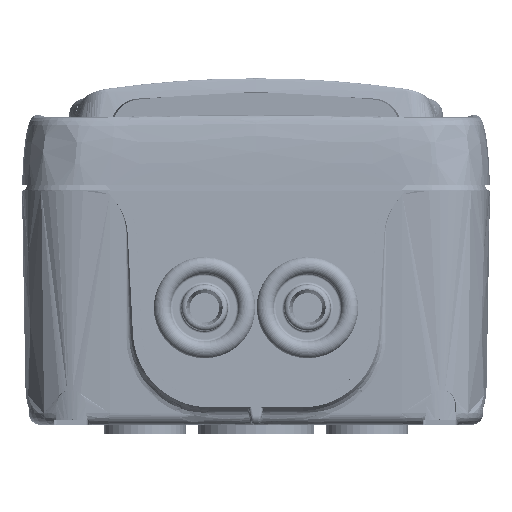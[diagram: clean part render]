
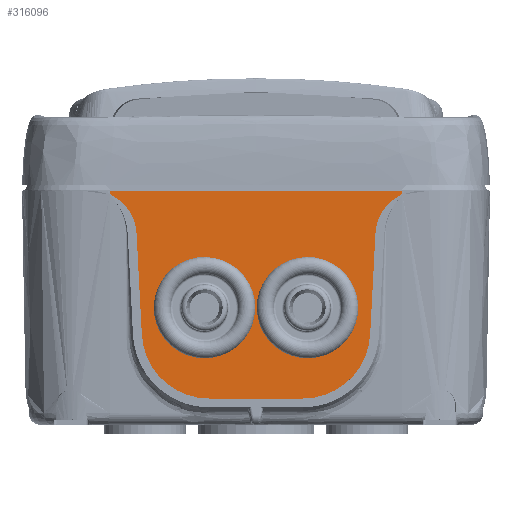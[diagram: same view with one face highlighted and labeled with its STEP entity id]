
A CAD part, front view. The second image highlights one B-rep face of the part: STEP entity #316096.
In plain terms, the highlighted face is planar.
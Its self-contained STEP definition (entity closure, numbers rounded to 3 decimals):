
#316028=AXIS2_PLACEMENT_3D('Plane Axis2P3D',#316025,#316026,#316027) ;
#316062=AXIS2_PLACEMENT_3D('Circle Axis2P3D',#316060,#316061,$) ;
#316071=AXIS2_PLACEMENT_3D('Circle Axis2P3D',#316069,#316070,$) ;
#316080=AXIS2_PLACEMENT_3D('Circle Axis2P3D',#316078,#316079,$) ;
#316089=AXIS2_PLACEMENT_3D('Circle Axis2P3D',#316087,#316088,$) ;
#315432=CARTESIAN_POINT('Vertex',(20.422,40.161,32.797)) ;
#315436=CARTESIAN_POINT('Control Point',(24.466,39.996,39.115)) ;
#315437=CARTESIAN_POINT('Control Point',(22.73,40.02,38.201)) ;
#315438=CARTESIAN_POINT('Control Point',(21.305,40.059,36.684)) ;
#315439=CARTESIAN_POINT('Control Point',(20.525,40.11,34.756)) ;
#315440=CARTESIAN_POINT('Control Point',(20.422,40.161,32.797)) ;
#315441=CARTESIAN_POINT('Vertex',(24.466,39.996,39.115)) ;
#315484=CARTESIAN_POINT('Line Origine',(19.966,40.389,24.098)) ;
#315488=CARTESIAN_POINT('Vertex',(19.51,40.617,15.398)) ;
#315512=CARTESIAN_POINT('Vertex',(8.026,40.902,4.5)) ;
#315516=CARTESIAN_POINT('Control Point',(8.026,40.902,4.5)) ;
#315517=CARTESIAN_POINT('Control Point',(11.519,40.902,4.5)) ;
#315518=CARTESIAN_POINT('Control Point',(15.015,40.868,5.823)) ;
#315519=CARTESIAN_POINT('Control Point',(17.824,40.798,8.49)) ;
#315520=CARTESIAN_POINT('Control Point',(19.327,40.708,11.911)) ;
#315521=CARTESIAN_POINT('Control Point',(19.51,40.617,15.398)) ;
#315539=CARTESIAN_POINT('Vertex',(-8.026,40.902,4.5)) ;
#315542=CARTESIAN_POINT('Line Origine',(0.,40.902,4.5)) ;
#315563=CARTESIAN_POINT('Vertex',(-19.51,40.617,15.398)) ;
#315567=CARTESIAN_POINT('Control Point',(-8.026,40.902,4.5)) ;
#315568=CARTESIAN_POINT('Control Point',(-11.519,40.902,4.5)) ;
#315569=CARTESIAN_POINT('Control Point',(-15.015,40.868,5.823)) ;
#315570=CARTESIAN_POINT('Control Point',(-17.824,40.798,8.49)) ;
#315571=CARTESIAN_POINT('Control Point',(-19.327,40.708,11.911)) ;
#315572=CARTESIAN_POINT('Control Point',(-19.51,40.617,15.398)) ;
#315590=CARTESIAN_POINT('Vertex',(-20.422,40.161,32.797)) ;
#315593=CARTESIAN_POINT('Line Origine',(-19.966,40.389,24.098)) ;
#315663=CARTESIAN_POINT('Vertex',(-24.466,39.996,39.115)) ;
#315667=CARTESIAN_POINT('Control Point',(-24.466,39.996,39.115)) ;
#315668=CARTESIAN_POINT('Control Point',(-22.73,40.02,38.201)) ;
#315669=CARTESIAN_POINT('Control Point',(-21.305,40.059,36.684)) ;
#315670=CARTESIAN_POINT('Control Point',(-20.525,40.11,34.756)) ;
#315671=CARTESIAN_POINT('Control Point',(-20.422,40.161,32.797)) ;
#315976=CARTESIAN_POINT('Vertex',(25.,39.973,40.)) ;
#316008=CARTESIAN_POINT('Control Point',(24.466,39.996,39.115)) ;
#316009=CARTESIAN_POINT('Control Point',(24.706,39.992,39.242)) ;
#316010=CARTESIAN_POINT('Control Point',(24.901,39.987,39.456)) ;
#316011=CARTESIAN_POINT('Control Point',(25.,39.98,39.728)) ;
#316012=CARTESIAN_POINT('Control Point',(25.,39.973,40.)) ;
#316025=CARTESIAN_POINT('Axis2P3D Location',(0.,41.,0.764)) ;
#316031=CARTESIAN_POINT('Control Point',(-24.466,39.996,39.115)) ;
#316032=CARTESIAN_POINT('Control Point',(-24.562,39.994,39.166)) ;
#316033=CARTESIAN_POINT('Control Point',(-24.652,39.993,39.23)) ;
#316034=CARTESIAN_POINT('Control Point',(-24.732,39.991,39.305)) ;
#316035=CARTESIAN_POINT('Control Point',(-24.869,39.986,39.476)) ;
#316036=CARTESIAN_POINT('Control Point',(-24.956,39.981,39.677)) ;
#316037=CARTESIAN_POINT('Control Point',(-24.985,39.978,39.783)) ;
#316038=CARTESIAN_POINT('Control Point',(-25.,39.975,39.892)) ;
#316039=CARTESIAN_POINT('Control Point',(-25.,39.973,40.)) ;
#316040=CARTESIAN_POINT('Vertex',(-25.,39.973,40.)) ;
#316043=CARTESIAN_POINT('Line Origine',(0.,39.973,40.)) ;
#316060=CARTESIAN_POINT('Axis2P3D Location',(8.8,40.495,20.032)) ;
#316064=CARTESIAN_POINT('Vertex',(4.644,40.695,12.426)) ;
#316066=CARTESIAN_POINT('Vertex',(12.956,40.296,27.638)) ;
#316069=CARTESIAN_POINT('Axis2P3D Location',(8.8,40.495,20.032)) ;
#316078=CARTESIAN_POINT('Axis2P3D Location',(-8.8,40.495,20.032)) ;
#316082=CARTESIAN_POINT('Vertex',(-4.644,40.695,12.426)) ;
#316084=CARTESIAN_POINT('Vertex',(-12.956,40.296,27.638)) ;
#316087=CARTESIAN_POINT('Axis2P3D Location',(-8.8,40.495,20.032)) ;
#315485=DIRECTION('Vector Direction',(-0.052,0.026,-0.998)) ;
#315543=DIRECTION('Vector Direction',(1.,0.,0.)) ;
#315594=DIRECTION('Vector Direction',(0.052,0.026,-0.998)) ;
#316026=DIRECTION('Axis2P3D Direction',(-0.,-1.,-0.026)) ;
#316027=DIRECTION('Axis2P3D XDirection',(0.,-0.026,1.)) ;
#316044=DIRECTION('Vector Direction',(1.,0.,0.)) ;
#316061=DIRECTION('Axis2P3D Direction',(-0.,-1.,-0.026)) ;
#316070=DIRECTION('Axis2P3D Direction',(-0.,-1.,-0.026)) ;
#316079=DIRECTION('Axis2P3D Direction',(-0.,-1.,-0.026)) ;
#316088=DIRECTION('Axis2P3D Direction',(-0.,-1.,-0.026)) ;
#315486=VECTOR('Line Direction',#315485,1.) ;
#315544=VECTOR('Line Direction',#315543,1.) ;
#315595=VECTOR('Line Direction',#315594,1.) ;
#316045=VECTOR('Line Direction',#316044,1.) ;
#316049=ORIENTED_EDGE('',*,*,#316042,.T.) ;
#316050=ORIENTED_EDGE('',*,*,#316047,.T.) ;
#316051=ORIENTED_EDGE('',*,*,#316013,.F.) ;
#316052=ORIENTED_EDGE('',*,*,#315443,.T.) ;
#316053=ORIENTED_EDGE('',*,*,#315490,.T.) ;
#316054=ORIENTED_EDGE('',*,*,#315522,.F.) ;
#316055=ORIENTED_EDGE('',*,*,#315546,.F.) ;
#316056=ORIENTED_EDGE('',*,*,#315573,.T.) ;
#316057=ORIENTED_EDGE('',*,*,#315597,.F.) ;
#316058=ORIENTED_EDGE('',*,*,#315672,.F.) ;
#316075=ORIENTED_EDGE('',*,*,#316068,.F.) ;
#316076=ORIENTED_EDGE('',*,*,#316073,.F.) ;
#316093=ORIENTED_EDGE('',*,*,#316086,.T.) ;
#316094=ORIENTED_EDGE('',*,*,#316091,.T.) ;
#316077=FACE_BOUND('',#316074,.T.) ;
#316095=FACE_BOUND('',#316092,.T.) ;
#316096=ADVANCED_FACE('SEBS',(#316059,#316077,#316095),#316029,.F.) ;
#315435=B_SPLINE_CURVE_WITH_KNOTS('',4,(#315436,#315437,#315438,#315439,#315440),.UNSPECIFIED.,.F.,.U.,(5,5),(0.,11.098),.UNSPECIFIED.) ;
#315515=B_SPLINE_CURVE_WITH_KNOTS('',5,(#315516,#315517,#315518,#315519,#315520,#315521),.UNSPECIFIED.,.F.,.U.,(6,6),(0.,24.699),.UNSPECIFIED.) ;
#315566=B_SPLINE_CURVE_WITH_KNOTS('',5,(#315567,#315568,#315569,#315570,#315571,#315572),.UNSPECIFIED.,.F.,.U.,(6,6),(0.,24.699),.UNSPECIFIED.) ;
#315666=B_SPLINE_CURVE_WITH_KNOTS('',4,(#315667,#315668,#315669,#315670,#315671),.UNSPECIFIED.,.F.,.U.,(5,5),(0.,11.098),.UNSPECIFIED.) ;
#316007=B_SPLINE_CURVE_WITH_KNOTS('',4,(#316008,#316009,#316010,#316011,#316012),.UNSPECIFIED.,.F.,.U.,(5,5),(0.,1.537),.UNSPECIFIED.) ;
#316030=B_SPLINE_CURVE_WITH_KNOTS('',5,(#316031,#316032,#316033,#316034,#316035,#316036,#316037,#316038,#316039),.UNSPECIFIED.,.F.,.U.,(6,3,6),(0.,0.77,1.537),.UNSPECIFIED.) ;
#316063=CIRCLE('generated circle',#316062,8.67) ;
#316072=CIRCLE('generated circle',#316071,8.67) ;
#316081=CIRCLE('generated circle',#316080,8.67) ;
#316090=CIRCLE('generated circle',#316089,8.67) ;
#315443=EDGE_CURVE('',#315442,#315433,#315435,.T.) ;
#315490=EDGE_CURVE('',#315433,#315489,#315487,.T.) ;
#315522=EDGE_CURVE('',#315513,#315489,#315515,.T.) ;
#315546=EDGE_CURVE('',#315540,#315513,#315545,.T.) ;
#315573=EDGE_CURVE('',#315540,#315564,#315566,.T.) ;
#315597=EDGE_CURVE('',#315591,#315564,#315596,.T.) ;
#315672=EDGE_CURVE('',#315664,#315591,#315666,.T.) ;
#316013=EDGE_CURVE('',#315442,#315977,#316007,.T.) ;
#316042=EDGE_CURVE('',#315664,#316041,#316030,.T.) ;
#316047=EDGE_CURVE('',#316041,#315977,#316046,.T.) ;
#316068=EDGE_CURVE('',#316065,#316067,#316063,.F.) ;
#316073=EDGE_CURVE('',#316067,#316065,#316072,.F.) ;
#316086=EDGE_CURVE('',#316083,#316085,#316081,.T.) ;
#316091=EDGE_CURVE('',#316085,#316083,#316090,.T.) ;
#316048=EDGE_LOOP('',(#316049,#316050,#316051,#316052,#316053,#316054,#316055,#316056,#316057,#316058)) ;
#316074=EDGE_LOOP('',(#316075,#316076)) ;
#316092=EDGE_LOOP('',(#316093,#316094)) ;
#316059=FACE_OUTER_BOUND('',#316048,.T.) ;
#315487=LINE('Line',#315484,#315486) ;
#315545=LINE('Line',#315542,#315544) ;
#315596=LINE('Line',#315593,#315595) ;
#316046=LINE('Line',#316043,#316045) ;
#316029=PLANE('',#316028) ;
#315433=VERTEX_POINT('',#315432) ;
#315442=VERTEX_POINT('',#315441) ;
#315489=VERTEX_POINT('',#315488) ;
#315513=VERTEX_POINT('',#315512) ;
#315540=VERTEX_POINT('',#315539) ;
#315564=VERTEX_POINT('',#315563) ;
#315591=VERTEX_POINT('',#315590) ;
#315664=VERTEX_POINT('',#315663) ;
#315977=VERTEX_POINT('',#315976) ;
#316041=VERTEX_POINT('',#316040) ;
#316065=VERTEX_POINT('',#316064) ;
#316067=VERTEX_POINT('',#316066) ;
#316083=VERTEX_POINT('',#316082) ;
#316085=VERTEX_POINT('',#316084) ;
